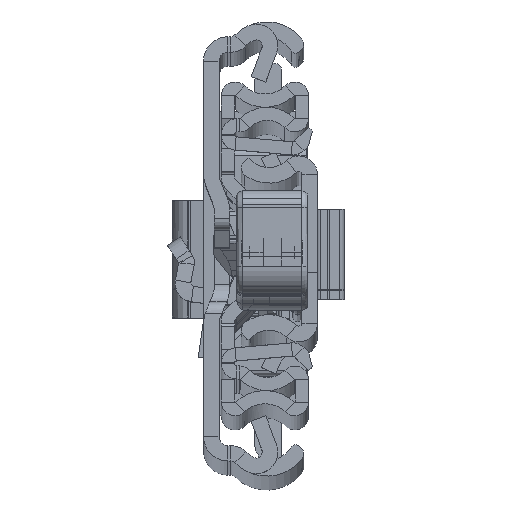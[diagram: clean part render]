
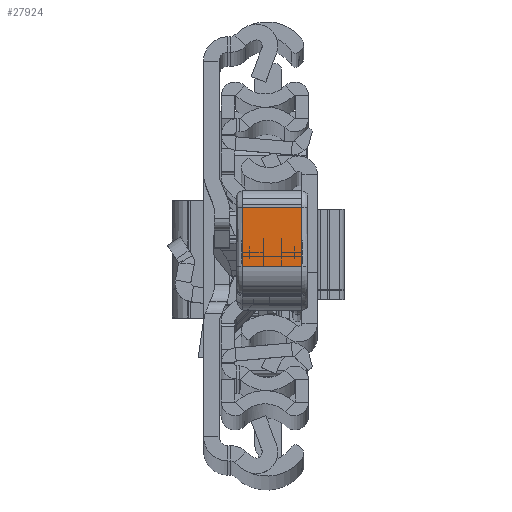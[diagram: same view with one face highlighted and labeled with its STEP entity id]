
A CAD part, top view. The second image highlights one B-rep face of the part: STEP entity #27924.
In plain terms, the highlighted face is planar.
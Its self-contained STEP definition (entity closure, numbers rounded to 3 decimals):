
#1135 = VERTEX_POINT ( 'NONE', #26400 ) ;
#1812 = CARTESIAN_POINT ( 'NONE',  ( 39.55, -12.274, -10. ) ) ;
#2483 = VECTOR ( 'NONE', #16979, 1000. ) ;
#4821 = ORIENTED_EDGE ( 'NONE', *, *, #9358, .F. ) ;
#5262 = CARTESIAN_POINT ( 'NONE',  ( 39.55, -12.274, -11. ) ) ;
#5308 = VECTOR ( 'NONE', #7013, 1000. ) ;
#5336 = VECTOR ( 'NONE', #15693, 1000. ) ;
#5383 = EDGE_CURVE ( 'NONE', #8973, #1135, #15494, .T. ) ;
#6662 = CARTESIAN_POINT ( 'NONE',  ( 39.55, -12.274, 0. ) ) ;
#7013 = DIRECTION ( 'NONE',  ( 0., 0., -1. ) ) ;
#7350 = DIRECTION ( 'NONE',  ( -0.027, -1., 0. ) ) ;
#7419 = CARTESIAN_POINT ( 'NONE',  ( 39.55, -12.274, -10. ) ) ;
#8245 = AXIS2_PLACEMENT_3D ( 'NONE', #22167, #16365, #7350 ) ;
#8973 = VERTEX_POINT ( 'NONE', #25693 ) ;
#9358 = EDGE_CURVE ( 'NONE', #20437, #10264, #21864, .T. ) ;
#9459 = PLANE ( 'NONE',  #8245 ) ;
#10264 = VERTEX_POINT ( 'NONE', #1812 ) ;
#15085 = EDGE_CURVE ( 'NONE', #1135, #20437, #30096, .T. ) ;
#15290 = CARTESIAN_POINT ( 'NONE',  ( 39.818, -2.465, -11. ) ) ;
#15494 = LINE ( 'NONE', #6662, #37049 ) ;
#15693 = DIRECTION ( 'NONE',  ( -0.027, -1., 0. ) ) ;
#16365 = DIRECTION ( 'NONE',  ( -1., 0.027, 0. ) ) ;
#16979 = DIRECTION ( 'NONE',  ( 0., 0., 1. ) ) ;
#19867 = LINE ( 'NONE', #5262, #2483 ) ;
#20338 = EDGE_CURVE ( 'NONE', #10264, #8973, #19867, .T. ) ;
#20437 = VERTEX_POINT ( 'NONE', #24115 ) ;
#20708 = DIRECTION ( 'NONE',  ( 0.027, 1., 0. ) ) ;
#21192 = ORIENTED_EDGE ( 'NONE', *, *, #5383, .F. ) ;
#21864 = LINE ( 'NONE', #7419, #5336 ) ;
#22167 = CARTESIAN_POINT ( 'NONE',  ( 39.55, -12.274, -11. ) ) ;
#24102 = FACE_OUTER_BOUND ( 'NONE', #33069, .T. ) ;
#24115 = CARTESIAN_POINT ( 'NONE',  ( 39.818, -2.465, -10. ) ) ;
#25693 = CARTESIAN_POINT ( 'NONE',  ( 39.55, -12.274, 0. ) ) ;
#26400 = CARTESIAN_POINT ( 'NONE',  ( 39.818, -2.465, 0. ) ) ;
#26879 = ORIENTED_EDGE ( 'NONE', *, *, #20338, .F. ) ;
#27924 = ADVANCED_FACE ( 'NONE', ( #24102 ), #9459, .F. ) ;
#28432 = ORIENTED_EDGE ( 'NONE', *, *, #15085, .F. ) ;
#30096 = LINE ( 'NONE', #15290, #5308 ) ;
#33069 = EDGE_LOOP ( 'NONE', ( #26879, #4821, #28432, #21192 ) ) ;
#37049 = VECTOR ( 'NONE', #20708, 1000. ) ;
